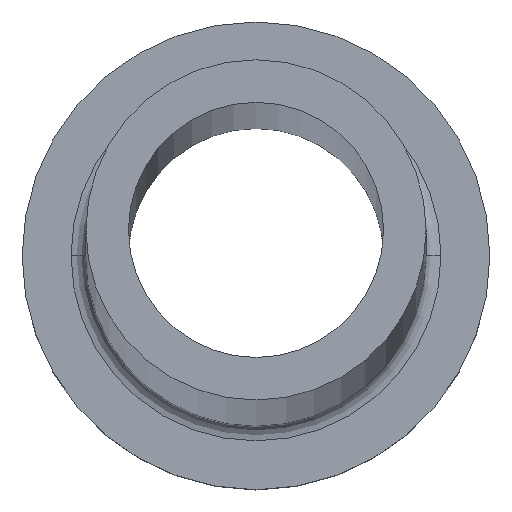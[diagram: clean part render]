
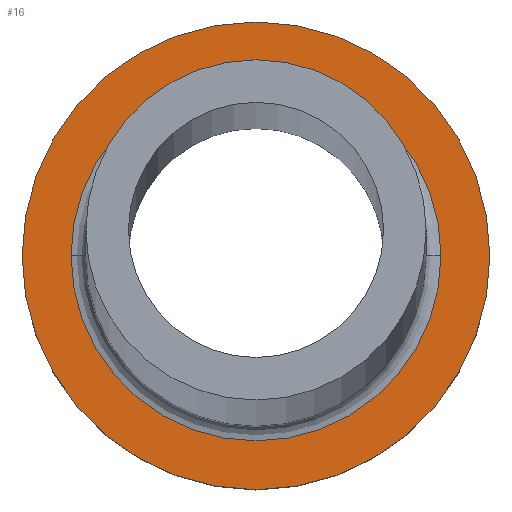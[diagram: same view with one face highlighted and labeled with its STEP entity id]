
A CAD part, top view. The second image highlights one B-rep face of the part: STEP entity #16.
In plain terms, the highlighted planar face has unit normal (0, 0, 1).
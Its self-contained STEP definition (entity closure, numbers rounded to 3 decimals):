
#1 = ORIENTED_EDGE ( 'NONE', *, *, #4, .T. ) ;
#4 = EDGE_CURVE ( 'NONE', #198, #7, #38, .T. ) ;
#7 = VERTEX_POINT ( 'NONE', #201 ) ;
#16 = ADVANCED_FACE ( 'NONE', ( #326, #262 ), #88, .T. ) ;
#18 = DIRECTION ( 'NONE',  ( 0., 0., -1. ) ) ;
#19 = EDGE_LOOP ( 'NONE', ( #349, #1 ) ) ;
#38 = CIRCLE ( 'NONE', #217, 11. ) ;
#51 = DIRECTION ( 'NONE',  ( 0., 0., -1. ) ) ;
#62 = DIRECTION ( 'NONE',  ( 0., 0., 1. ) ) ;
#88 = PLANE ( 'NONE',  #351 ) ;
#89 = AXIS2_PLACEMENT_3D ( 'NONE', #101, #51, #254 ) ;
#90 = DIRECTION ( 'NONE',  ( 1., 0., 0. ) ) ;
#95 = EDGE_CURVE ( 'NONE', #208, #315, #244, .T. ) ;
#101 = CARTESIAN_POINT ( 'NONE',  ( 0., 0., 7. ) ) ;
#112 = CARTESIAN_POINT ( 'NONE',  ( 0., 0., 7. ) ) ;
#134 = EDGE_CURVE ( 'NONE', #7, #198, #157, .T. ) ;
#157 = CIRCLE ( 'NONE', #164, 11. ) ;
#158 = ORIENTED_EDGE ( 'NONE', *, *, #214, .T. ) ;
#164 = AXIS2_PLACEMENT_3D ( 'NONE', #278, #238, #269 ) ;
#198 = VERTEX_POINT ( 'NONE', #306 ) ;
#201 = CARTESIAN_POINT ( 'NONE',  ( -11., 0., 7. ) ) ;
#204 = DIRECTION ( 'NONE',  ( 1., 0., 0. ) ) ;
#205 = DIRECTION ( 'NONE',  ( 0., 0., 1. ) ) ;
#208 = VERTEX_POINT ( 'NONE', #272 ) ;
#210 = AXIS2_PLACEMENT_3D ( 'NONE', #246, #18, #361 ) ;
#214 = EDGE_CURVE ( 'NONE', #315, #208, #285, .T. ) ;
#217 = AXIS2_PLACEMENT_3D ( 'NONE', #356, #62, #90 ) ;
#238 = DIRECTION ( 'NONE',  ( 0., 0., 1. ) ) ;
#244 = CIRCLE ( 'NONE', #89, 8.7 ) ;
#246 = CARTESIAN_POINT ( 'NONE',  ( 0., 0., 7. ) ) ;
#254 = DIRECTION ( 'NONE',  ( 1., 0., 0. ) ) ;
#257 = EDGE_LOOP ( 'NONE', ( #158, #370 ) ) ;
#262 = FACE_OUTER_BOUND ( 'NONE', #19, .T. ) ;
#269 = DIRECTION ( 'NONE',  ( 1., 0., 0. ) ) ;
#272 = CARTESIAN_POINT ( 'NONE',  ( -8.7, 0., 7. ) ) ;
#278 = CARTESIAN_POINT ( 'NONE',  ( 0., 0., 7. ) ) ;
#285 = CIRCLE ( 'NONE', #210, 8.7 ) ;
#306 = CARTESIAN_POINT ( 'NONE',  ( 11., 0., 7. ) ) ;
#315 = VERTEX_POINT ( 'NONE', #325 ) ;
#325 = CARTESIAN_POINT ( 'NONE',  ( 8.7, 0., 7. ) ) ;
#326 = FACE_BOUND ( 'NONE', #257, .T. ) ;
#349 = ORIENTED_EDGE ( 'NONE', *, *, #134, .T. ) ;
#351 = AXIS2_PLACEMENT_3D ( 'NONE', #112, #205, #204 ) ;
#356 = CARTESIAN_POINT ( 'NONE',  ( 0., 0., 7. ) ) ;
#361 = DIRECTION ( 'NONE',  ( 1., 0., 0. ) ) ;
#370 = ORIENTED_EDGE ( 'NONE', *, *, #95, .T. ) ;
